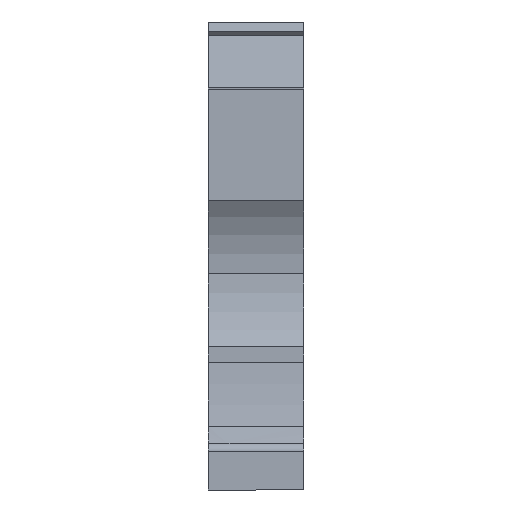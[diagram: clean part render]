
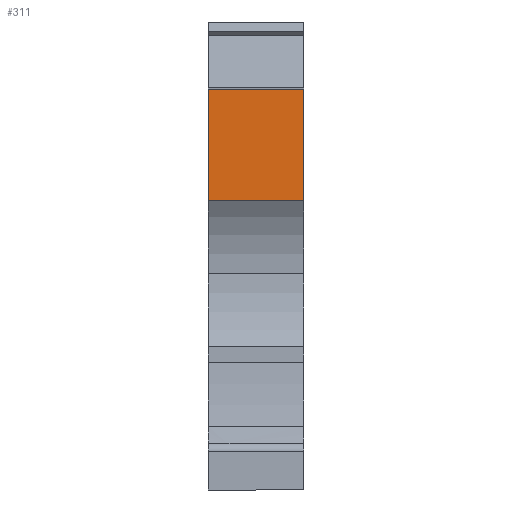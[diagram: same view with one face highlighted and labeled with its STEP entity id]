
A CAD part, front view. The second image highlights one B-rep face of the part: STEP entity #311.
In plain terms, the highlighted planar face has unit normal (0, -1, 0).
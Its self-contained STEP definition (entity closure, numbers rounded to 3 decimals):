
#311=ADVANCED_FACE('',(#784),#785,.F.);
#784=FACE_OUTER_BOUND('',#1426,.T.);
#785=PLANE('',#1427);
#1426=EDGE_LOOP('',(#2390,#2391,#2392,#2393));
#1427=AXIS2_PLACEMENT_3D('',#2394,#2395,#2396);
#2390=ORIENTED_EDGE('',*,*,#4003,.T.);
#2391=ORIENTED_EDGE('',*,*,#4064,.F.);
#2392=ORIENTED_EDGE('',*,*,#4224,.F.);
#2393=ORIENTED_EDGE('',*,*,#4171,.T.);
#2394=CARTESIAN_POINT('',(0.,0.,42.412));
#2395=DIRECTION('',(0.,1.0,0.));
#2396=DIRECTION('',(1.0,0.,0.));
#4003=EDGE_CURVE('',#4835,#4833,#4836,.T.);
#4064=EDGE_CURVE('',#4951,#4833,#4953,.T.);
#4171=EDGE_CURVE('',#5116,#4835,#5117,.T.);
#4224=EDGE_CURVE('',#5116,#4951,#5205,.T.);
#4833=VERTEX_POINT('',#6052);
#4835=VERTEX_POINT('',#6054);
#4836=LINE('',#6055,#6056);
#4951=VERTEX_POINT('',#6220);
#4953=LINE('',#6223,#6224);
#5116=VERTEX_POINT('',#6459);
#5117=LINE('',#6460,#6461);
#5205=LINE('',#6591,#6592);
#6052=CARTESIAN_POINT('',(10.15,0.,30.65));
#6054=CARTESIAN_POINT('',(0.,0.,30.65));
#6055=CARTESIAN_POINT('',(0.,0.,30.65));
#6056=VECTOR('',#7766,1.0);
#6220=CARTESIAN_POINT('',(10.15,0.,42.412));
#6223=CARTESIAN_POINT('',(10.15,0.,6.75));
#6224=VECTOR('',#7841,1.0);
#6459=CARTESIAN_POINT('',(0.,0.,42.412));
#6460=CARTESIAN_POINT('',(0.,0.,6.75));
#6461=VECTOR('',#7941,1.0);
#6591=CARTESIAN_POINT('',(0.075,0.,42.412));
#6592=VECTOR('',#7993,1.0);
#7766=DIRECTION('',(1.0,0.,0.));
#7841=DIRECTION('',(0.,0.,-1.0));
#7941=DIRECTION('',(0.,0.,-1.0));
#7993=DIRECTION('',(1.0,0.,0.));
